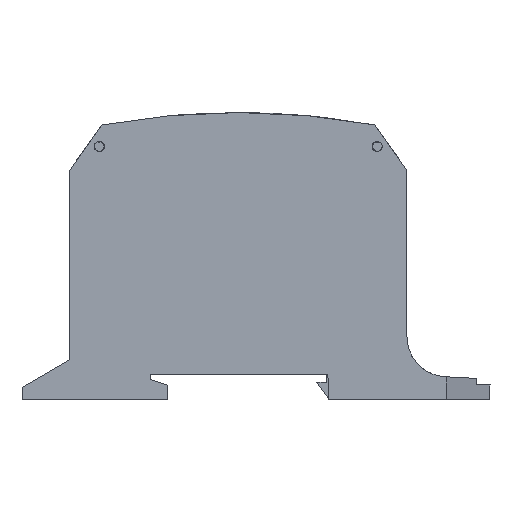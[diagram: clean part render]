
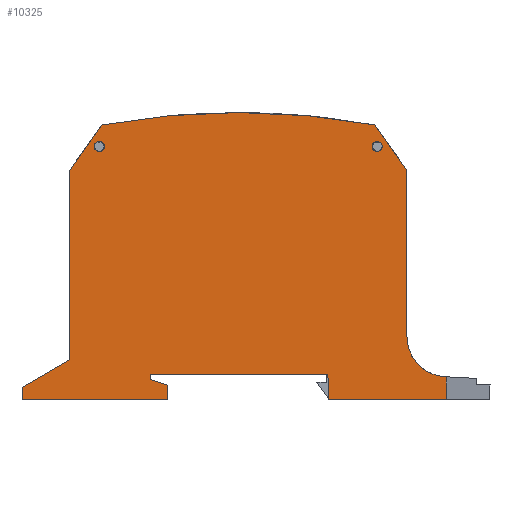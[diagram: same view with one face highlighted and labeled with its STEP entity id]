
A CAD part, left-side view. The second image highlights one B-rep face of the part: STEP entity #10325.
In plain terms, the highlighted planar face has unit normal (-1, 0, 0).
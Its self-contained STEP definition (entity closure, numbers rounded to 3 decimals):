
#8699=AXIS2_PLACEMENT_3D('Circle Axis2P3D',#8697,#8698,$) ;
#9121=AXIS2_PLACEMENT_3D('Circle Axis2P3D',#9119,#9120,$) ;
#9182=AXIS2_PLACEMENT_3D('Circle Axis2P3D',#9180,#9181,$) ;
#9272=AXIS2_PLACEMENT_3D('Circle Axis2P3D',#9270,#9271,$) ;
#9333=AXIS2_PLACEMENT_3D('Circle Axis2P3D',#9331,#9332,$) ;
#10207=AXIS2_PLACEMENT_3D('Plane Axis2P3D',#10204,#10205,#10206) ;
#10241=AXIS2_PLACEMENT_3D('Circle Axis2P3D',#10239,#10240,$) ;
#8669=CARTESIAN_POINT('Vertex',(0.003,83.502,45.5)) ;
#8672=CARTESIAN_POINT('Line Origine',(0.003,80.345,50.008)) ;
#8676=CARTESIAN_POINT('Vertex',(0.003,77.189,54.516)) ;
#8697=CARTESIAN_POINT('Axis2P3D Location',(0.001,50.002,-93.)) ;
#8701=CARTESIAN_POINT('Vertex',(0.,22.814,54.516)) ;
#8721=CARTESIAN_POINT('Line Origine',(0.,19.658,50.008)) ;
#8725=CARTESIAN_POINT('Vertex',(0.,16.502,45.5)) ;
#9116=CARTESIAN_POINT('Vertex',(0.,23.402,50.25)) ;
#9119=CARTESIAN_POINT('Axis2P3D Location',(0.,22.402,50.25)) ;
#9123=CARTESIAN_POINT('Vertex',(0.,21.402,50.25)) ;
#9180=CARTESIAN_POINT('Axis2P3D Location',(0.,22.402,50.25)) ;
#9267=CARTESIAN_POINT('Vertex',(0.003,78.602,50.25)) ;
#9270=CARTESIAN_POINT('Axis2P3D Location',(0.003,77.602,50.25)) ;
#9274=CARTESIAN_POINT('Vertex',(0.003,76.602,50.25)) ;
#9331=CARTESIAN_POINT('Axis2P3D Location',(0.003,77.602,50.25)) ;
#10018=CARTESIAN_POINT('Line Origine',(0.003,83.502,26.691)) ;
#10022=CARTESIAN_POINT('Vertex',(0.003,83.502,7.881)) ;
#10204=CARTESIAN_POINT('Axis2P3D Location',(0.,14.002,13.)) ;
#10209=CARTESIAN_POINT('Line Origine',(0.,32.12,2.5)) ;
#10213=CARTESIAN_POINT('Vertex',(0.,32.033,0.)) ;
#10215=CARTESIAN_POINT('Vertex',(0.,32.207,5.)) ;
#10218=CARTESIAN_POINT('Line Origine',(0.,20.382,0.)) ;
#10222=CARTESIAN_POINT('Vertex',(-0.001,8.731,0.)) ;
#10225=CARTESIAN_POINT('Line Origine',(-0.001,8.709,2.249)) ;
#10229=CARTESIAN_POINT('Vertex',(-0.001,8.686,4.499)) ;
#10232=CARTESIAN_POINT('Line Origine',(-0.001,8.803,4.505)) ;
#10236=CARTESIAN_POINT('Vertex',(-0.001,8.92,4.511)) ;
#10239=CARTESIAN_POINT('Axis2P3D Location',(-0.001,8.502,12.5)) ;
#10243=CARTESIAN_POINT('Vertex',(0.,16.502,12.5)) ;
#10246=CARTESIAN_POINT('Line Origine',(0.,16.502,29.)) ;
#10251=CARTESIAN_POINT('Line Origine',(0.003,88.234,5.149)) ;
#10255=CARTESIAN_POINT('Vertex',(0.003,92.966,2.417)) ;
#10258=CARTESIAN_POINT('Line Origine',(0.003,92.955,1.208)) ;
#10262=CARTESIAN_POINT('Vertex',(0.003,92.945,0.)) ;
#10265=CARTESIAN_POINT('Line Origine',(0.003,78.473,0.)) ;
#10269=CARTESIAN_POINT('Vertex',(0.002,64.002,0.)) ;
#10272=CARTESIAN_POINT('Line Origine',(0.002,64.002,1.423)) ;
#10276=CARTESIAN_POINT('Vertex',(0.002,64.002,2.846)) ;
#10279=CARTESIAN_POINT('Line Origine',(0.002,65.752,3.397)) ;
#10283=CARTESIAN_POINT('Vertex',(0.002,67.502,3.949)) ;
#10286=CARTESIAN_POINT('Line Origine',(0.002,67.502,4.475)) ;
#10290=CARTESIAN_POINT('Vertex',(0.002,67.502,5.)) ;
#10293=CARTESIAN_POINT('Line Origine',(0.001,49.854,5.)) ;
#8673=DIRECTION('Vector Direction',(0.,-0.574,0.819)) ;
#8698=DIRECTION('Axis2P3D Direction',(1.,0.,0.)) ;
#8722=DIRECTION('Vector Direction',(0.,0.574,0.819)) ;
#9120=DIRECTION('Axis2P3D Direction',(-1.,0.,0.)) ;
#9181=DIRECTION('Axis2P3D Direction',(-1.,0.,0.)) ;
#9271=DIRECTION('Axis2P3D Direction',(-1.,0.,0.)) ;
#9332=DIRECTION('Axis2P3D Direction',(-1.,0.,0.)) ;
#10019=DIRECTION('Vector Direction',(0.,0.,1.)) ;
#10205=DIRECTION('Axis2P3D Direction',(1.,0.,0.)) ;
#10206=DIRECTION('Axis2P3D XDirection',(0.,1.,0.)) ;
#10210=DIRECTION('Vector Direction',(0.,0.035,0.999)) ;
#10219=DIRECTION('Vector Direction',(0.,-1.,0.)) ;
#10226=DIRECTION('Vector Direction',(0.,-0.01,1.)) ;
#10233=DIRECTION('Vector Direction',(0.,-0.999,-0.052)) ;
#10240=DIRECTION('Axis2P3D Direction',(1.,0.,0.)) ;
#10247=DIRECTION('Vector Direction',(0.,0.,1.)) ;
#10252=DIRECTION('Vector Direction',(0.,-0.866,0.5)) ;
#10259=DIRECTION('Vector Direction',(0.,-0.009,-1.)) ;
#10266=DIRECTION('Vector Direction',(0.,-1.,0.)) ;
#10273=DIRECTION('Vector Direction',(0.,0.,-1.)) ;
#10280=DIRECTION('Vector Direction',(0.,0.954,0.301)) ;
#10287=DIRECTION('Vector Direction',(0.,0.,-1.)) ;
#10294=DIRECTION('Vector Direction',(0.,1.,0.)) ;
#8674=VECTOR('Line Direction',#8673,1.) ;
#8723=VECTOR('Line Direction',#8722,1.) ;
#10020=VECTOR('Line Direction',#10019,1.) ;
#10211=VECTOR('Line Direction',#10210,1.) ;
#10220=VECTOR('Line Direction',#10219,1.) ;
#10227=VECTOR('Line Direction',#10226,1.) ;
#10234=VECTOR('Line Direction',#10233,1.) ;
#10248=VECTOR('Line Direction',#10247,1.) ;
#10253=VECTOR('Line Direction',#10252,1.) ;
#10260=VECTOR('Line Direction',#10259,1.) ;
#10267=VECTOR('Line Direction',#10266,1.) ;
#10274=VECTOR('Line Direction',#10273,1.) ;
#10281=VECTOR('Line Direction',#10280,1.) ;
#10288=VECTOR('Line Direction',#10287,1.) ;
#10295=VECTOR('Line Direction',#10294,1.) ;
#10299=ORIENTED_EDGE('',*,*,#10217,.F.) ;
#10300=ORIENTED_EDGE('',*,*,#10224,.T.) ;
#10301=ORIENTED_EDGE('',*,*,#10231,.T.) ;
#10302=ORIENTED_EDGE('',*,*,#10238,.F.) ;
#10303=ORIENTED_EDGE('',*,*,#10245,.T.) ;
#10304=ORIENTED_EDGE('',*,*,#10250,.T.) ;
#10305=ORIENTED_EDGE('',*,*,#8727,.T.) ;
#10306=ORIENTED_EDGE('',*,*,#8703,.F.) ;
#10307=ORIENTED_EDGE('',*,*,#8678,.F.) ;
#10308=ORIENTED_EDGE('',*,*,#10024,.F.) ;
#10309=ORIENTED_EDGE('',*,*,#10257,.F.) ;
#10310=ORIENTED_EDGE('',*,*,#10264,.T.) ;
#10311=ORIENTED_EDGE('',*,*,#10271,.T.) ;
#10312=ORIENTED_EDGE('',*,*,#10278,.F.) ;
#10313=ORIENTED_EDGE('',*,*,#10285,.T.) ;
#10314=ORIENTED_EDGE('',*,*,#10292,.F.) ;
#10315=ORIENTED_EDGE('',*,*,#10297,.F.) ;
#10318=ORIENTED_EDGE('',*,*,#9335,.T.) ;
#10319=ORIENTED_EDGE('',*,*,#9276,.T.) ;
#10322=ORIENTED_EDGE('',*,*,#9125,.F.) ;
#10323=ORIENTED_EDGE('',*,*,#9184,.F.) ;
#10320=FACE_BOUND('',#10317,.T.) ;
#10324=FACE_BOUND('',#10321,.T.) ;
#10325=ADVANCED_FACE('V2',(#10316,#10320,#10324),#10208,.F.) ;
#8700=CIRCLE('generated circle',#8699,150.) ;
#9122=CIRCLE('generated circle',#9121,1.) ;
#9183=CIRCLE('generated circle',#9182,1.) ;
#9273=CIRCLE('generated circle',#9272,1.) ;
#9334=CIRCLE('generated circle',#9333,1.) ;
#10242=CIRCLE('generated circle',#10241,8.) ;
#8678=EDGE_CURVE('',#8670,#8677,#8675,.T.) ;
#8703=EDGE_CURVE('',#8677,#8702,#8700,.T.) ;
#8727=EDGE_CURVE('',#8726,#8702,#8724,.T.) ;
#9125=EDGE_CURVE('',#9117,#9124,#9122,.T.) ;
#9184=EDGE_CURVE('',#9124,#9117,#9183,.T.) ;
#9276=EDGE_CURVE('',#9275,#9268,#9273,.F.) ;
#9335=EDGE_CURVE('',#9268,#9275,#9334,.F.) ;
#10024=EDGE_CURVE('',#10023,#8670,#10021,.T.) ;
#10217=EDGE_CURVE('',#10214,#10216,#10212,.T.) ;
#10224=EDGE_CURVE('',#10214,#10223,#10221,.T.) ;
#10231=EDGE_CURVE('',#10223,#10230,#10228,.T.) ;
#10238=EDGE_CURVE('',#10237,#10230,#10235,.T.) ;
#10245=EDGE_CURVE('',#10237,#10244,#10242,.T.) ;
#10250=EDGE_CURVE('',#10244,#8726,#10249,.T.) ;
#10257=EDGE_CURVE('',#10256,#10023,#10254,.T.) ;
#10264=EDGE_CURVE('',#10256,#10263,#10261,.T.) ;
#10271=EDGE_CURVE('',#10263,#10270,#10268,.T.) ;
#10278=EDGE_CURVE('',#10277,#10270,#10275,.T.) ;
#10285=EDGE_CURVE('',#10277,#10284,#10282,.T.) ;
#10292=EDGE_CURVE('',#10291,#10284,#10289,.T.) ;
#10297=EDGE_CURVE('',#10216,#10291,#10296,.T.) ;
#10298=EDGE_LOOP('',(#10299,#10300,#10301,#10302,#10303,#10304,#10305,#10306,#10307,#10308,#10309,#10310,#10311,#10312,#10313,#10314,#10315)) ;
#10317=EDGE_LOOP('',(#10318,#10319)) ;
#10321=EDGE_LOOP('',(#10322,#10323)) ;
#10316=FACE_OUTER_BOUND('',#10298,.T.) ;
#8675=LINE('Line',#8672,#8674) ;
#8724=LINE('Line',#8721,#8723) ;
#10021=LINE('Line',#10018,#10020) ;
#10212=LINE('Line',#10209,#10211) ;
#10221=LINE('Line',#10218,#10220) ;
#10228=LINE('Line',#10225,#10227) ;
#10235=LINE('Line',#10232,#10234) ;
#10249=LINE('Line',#10246,#10248) ;
#10254=LINE('Line',#10251,#10253) ;
#10261=LINE('Line',#10258,#10260) ;
#10268=LINE('Line',#10265,#10267) ;
#10275=LINE('Line',#10272,#10274) ;
#10282=LINE('Line',#10279,#10281) ;
#10289=LINE('Line',#10286,#10288) ;
#10296=LINE('Line',#10293,#10295) ;
#10208=PLANE('',#10207) ;
#8670=VERTEX_POINT('',#8669) ;
#8677=VERTEX_POINT('',#8676) ;
#8702=VERTEX_POINT('',#8701) ;
#8726=VERTEX_POINT('',#8725) ;
#9117=VERTEX_POINT('',#9116) ;
#9124=VERTEX_POINT('',#9123) ;
#9268=VERTEX_POINT('',#9267) ;
#9275=VERTEX_POINT('',#9274) ;
#10023=VERTEX_POINT('',#10022) ;
#10214=VERTEX_POINT('',#10213) ;
#10216=VERTEX_POINT('',#10215) ;
#10223=VERTEX_POINT('',#10222) ;
#10230=VERTEX_POINT('',#10229) ;
#10237=VERTEX_POINT('',#10236) ;
#10244=VERTEX_POINT('',#10243) ;
#10256=VERTEX_POINT('',#10255) ;
#10263=VERTEX_POINT('',#10262) ;
#10270=VERTEX_POINT('',#10269) ;
#10277=VERTEX_POINT('',#10276) ;
#10284=VERTEX_POINT('',#10283) ;
#10291=VERTEX_POINT('',#10290) ;
